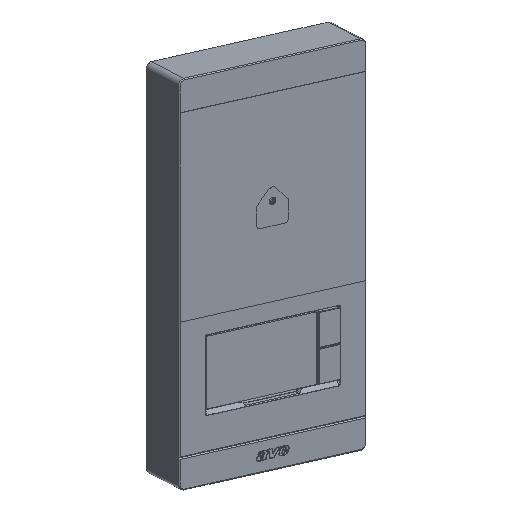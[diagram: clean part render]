
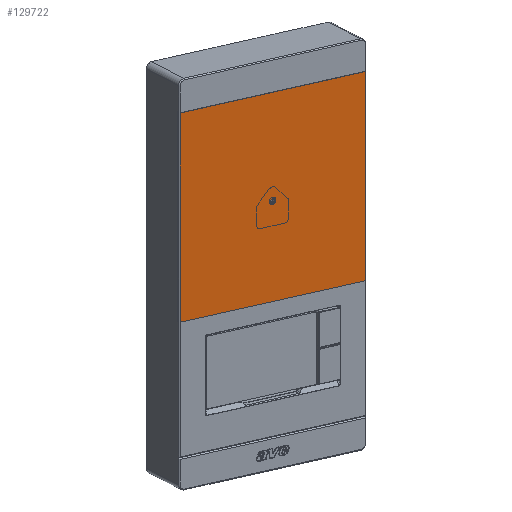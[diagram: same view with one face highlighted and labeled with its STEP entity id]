
A CAD part, top view. The second image highlights one B-rep face of the part: STEP entity #129722.
In plain terms, the highlighted face is planar.
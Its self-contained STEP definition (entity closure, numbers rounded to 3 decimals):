
#129665=CARTESIAN_POINT('Axis2P3D Location',(51.229,-12.1,-89.029)) ;
#129670=CARTESIAN_POINT('Line Origine',(-42.5,-12.1,39.1)) ;
#129674=CARTESIAN_POINT('Vertex',(-42.5,-12.1,81.8)) ;
#129676=CARTESIAN_POINT('Vertex',(-42.5,-12.1,-3.6)) ;
#129679=CARTESIAN_POINT('Line Origine',(0.,-12.1,-3.6)) ;
#129683=CARTESIAN_POINT('Vertex',(42.5,-12.1,-3.6)) ;
#129686=CARTESIAN_POINT('Line Origine',(42.5,-12.1,39.1)) ;
#129690=CARTESIAN_POINT('Vertex',(42.5,-12.1,81.8)) ;
#129693=CARTESIAN_POINT('Line Origine',(0.,-12.1,81.8)) ;
#129704=CARTESIAN_POINT('Axis2P3D Location',(0.,-12.1,37.4)) ;
#129708=CARTESIAN_POINT('Vertex',(1.05,-12.1,37.4)) ;
#129710=CARTESIAN_POINT('Vertex',(-1.05,-12.1,37.4)) ;
#129713=CARTESIAN_POINT('Axis2P3D Location',(0.,-12.1,37.4)) ;
#129666=DIRECTION('Axis2P3D Direction',(0.,-1.,0.)) ;
#129667=DIRECTION('Axis2P3D XDirection',(1.,0.,0.)) ;
#129671=DIRECTION('Vector Direction',(0.,0.,-1.)) ;
#129680=DIRECTION('Vector Direction',(-1.,0.,0.)) ;
#129687=DIRECTION('Vector Direction',(0.,0.,1.)) ;
#129694=DIRECTION('Vector Direction',(1.,0.,0.)) ;
#129705=DIRECTION('Axis2P3D Direction',(0.,-1.,0.)) ;
#129714=DIRECTION('Axis2P3D Direction',(0.,-1.,0.)) ;
#129668=AXIS2_PLACEMENT_3D('Plane Axis2P3D',#129665,#129666,#129667) ;
#129706=AXIS2_PLACEMENT_3D('Circle Axis2P3D',#129704,#129705,$) ;
#129715=AXIS2_PLACEMENT_3D('Circle Axis2P3D',#129713,#129714,$) ;
#129699=ORIENTED_EDGE('',*,*,#129678,.T.) ;
#129700=ORIENTED_EDGE('',*,*,#129685,.F.) ;
#129701=ORIENTED_EDGE('',*,*,#129692,.T.) ;
#129702=ORIENTED_EDGE('',*,*,#129697,.F.) ;
#129719=ORIENTED_EDGE('',*,*,#129712,.F.) ;
#129720=ORIENTED_EDGE('',*,*,#129717,.F.) ;
#129721=FACE_BOUND('',#129718,.T.) ;
#129672=VECTOR('Line Direction',#129671,1.) ;
#129681=VECTOR('Line Direction',#129680,1.) ;
#129688=VECTOR('Line Direction',#129687,1.) ;
#129695=VECTOR('Line Direction',#129694,1.) ;
#129722=ADVANCED_FACE('36\\MANIFOLD_SOLID_BREP #120575',(#129703,#129721),#129669,.T.) ;
#129707=CIRCLE('generated circle',#129706,1.05) ;
#129716=CIRCLE('generated circle',#129715,1.05) ;
#129678=EDGE_CURVE('',#129675,#129677,#129673,.T.) ;
#129685=EDGE_CURVE('',#129684,#129677,#129682,.T.) ;
#129692=EDGE_CURVE('',#129684,#129691,#129689,.T.) ;
#129697=EDGE_CURVE('',#129675,#129691,#129696,.T.) ;
#129712=EDGE_CURVE('',#129709,#129711,#129707,.T.) ;
#129717=EDGE_CURVE('',#129711,#129709,#129716,.T.) ;
#129698=EDGE_LOOP('',(#129699,#129700,#129701,#129702)) ;
#129718=EDGE_LOOP('',(#129719,#129720)) ;
#129703=FACE_OUTER_BOUND('',#129698,.T.) ;
#129673=LINE('Line',#129670,#129672) ;
#129682=LINE('Line',#129679,#129681) ;
#129689=LINE('Line',#129686,#129688) ;
#129696=LINE('Line',#129693,#129695) ;
#129669=PLANE('',#129668) ;
#129675=VERTEX_POINT('',#129674) ;
#129677=VERTEX_POINT('',#129676) ;
#129684=VERTEX_POINT('',#129683) ;
#129691=VERTEX_POINT('',#129690) ;
#129709=VERTEX_POINT('',#129708) ;
#129711=VERTEX_POINT('',#129710) ;
